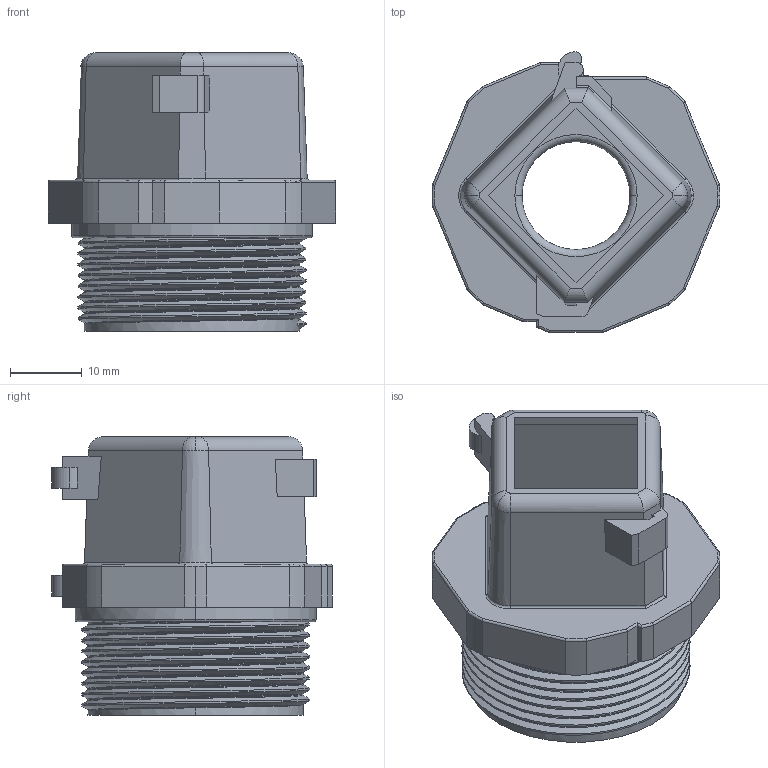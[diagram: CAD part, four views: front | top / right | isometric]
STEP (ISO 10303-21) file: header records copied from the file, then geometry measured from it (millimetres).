
FILE_DESCRIPTION (( 'STEP AP214' ), '1' );
FILE_NAME ('28612_4_KDS-KV_M32.STEP', '2017-02-16T14:39:08', ( '' ), ( '' ), 'SwSTEP 2.0', 'SolidWorks 2015', '' );
FILE_SCHEMA (( 'AUTOMOTIVE_DESIGN' ));
Length unit declared in the file: millimetre
Products named in the file (1): 28612_4_KDS-KV_M32
Bounding box: 40 x 38.99 x 38.7 mm (x, y, z)
Volume: 12857.3 mm3; surface area: 9627.6 mm2
Topology: 1 solids, 1 shells, 185 faces, 476 edges, 295 vertices
Faces by surface type: cylinder 76, plane 69, torus 26, cone 9, bspline 5
Entity records: 14475 total; most frequent: CARTESIAN_POINT 10068, ORIENTED_EDGE 952, DIRECTION 876, EDGE_CURVE 476, AXIS2_PLACEMENT_3D 304, VERTEX_POINT 295, LINE 268, VECTOR 268
